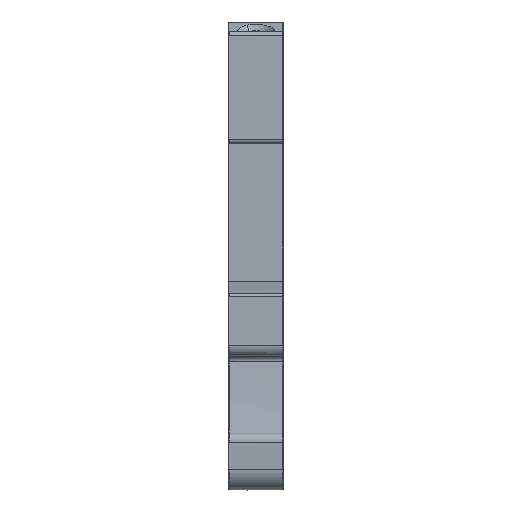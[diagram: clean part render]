
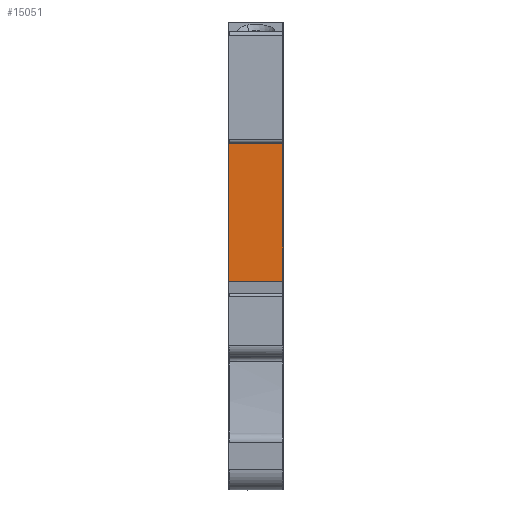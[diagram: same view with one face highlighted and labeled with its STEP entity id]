
A CAD part, front view. The second image highlights one B-rep face of the part: STEP entity #15051.
In plain terms, the highlighted planar face has unit normal (0, -1, 0).
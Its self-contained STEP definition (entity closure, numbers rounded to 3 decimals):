
#15031=AXIS2_PLACEMENT_3D('Plane Axis2P3D',#15028,#15029,#15030) ;
#11496=CARTESIAN_POINT('Vertex',(0.,12.766,19.45)) ;
#11499=CARTESIAN_POINT('Line Origine',(0.,12.766,25.875)) ;
#11503=CARTESIAN_POINT('Vertex',(0.,12.766,32.3)) ;
#15013=CARTESIAN_POINT('Vertex',(5.05,12.766,19.45)) ;
#15016=CARTESIAN_POINT('Line Origine',(2.525,12.766,19.45)) ;
#15028=CARTESIAN_POINT('Axis2P3D Location',(0.,12.766,32.3)) ;
#15033=CARTESIAN_POINT('Line Origine',(2.525,12.766,32.3)) ;
#15037=CARTESIAN_POINT('Vertex',(5.05,12.766,32.3)) ;
#15040=CARTESIAN_POINT('Line Origine',(5.05,12.766,25.875)) ;
#11500=DIRECTION('Vector Direction',(0.,0.,-1.)) ;
#15017=DIRECTION('Vector Direction',(-1.,0.,0.)) ;
#15029=DIRECTION('Axis2P3D Direction',(0.,-1.,0.)) ;
#15030=DIRECTION('Axis2P3D XDirection',(0.,0.,-1.)) ;
#15034=DIRECTION('Vector Direction',(1.,0.,0.)) ;
#15041=DIRECTION('Vector Direction',(0.,0.,1.)) ;
#11501=VECTOR('Line Direction',#11500,1.) ;
#15018=VECTOR('Line Direction',#15017,1.) ;
#15035=VECTOR('Line Direction',#15034,1.) ;
#15042=VECTOR('Line Direction',#15041,1.) ;
#15046=ORIENTED_EDGE('',*,*,#15039,.F.) ;
#15047=ORIENTED_EDGE('',*,*,#11505,.F.) ;
#15048=ORIENTED_EDGE('',*,*,#15020,.F.) ;
#15049=ORIENTED_EDGE('',*,*,#15044,.T.) ;
#15051=ADVANCED_FACE('KLTR',(#15050),#15032,.T.) ;
#11505=EDGE_CURVE('',#11497,#11504,#11502,.F.) ;
#15020=EDGE_CURVE('',#15014,#11497,#15019,.T.) ;
#15039=EDGE_CURVE('',#11504,#15038,#15036,.T.) ;
#15044=EDGE_CURVE('',#15014,#15038,#15043,.T.) ;
#15045=EDGE_LOOP('',(#15046,#15047,#15048,#15049)) ;
#15050=FACE_OUTER_BOUND('',#15045,.T.) ;
#11502=LINE('Line',#11499,#11501) ;
#15019=LINE('Line',#15016,#15018) ;
#15036=LINE('Line',#15033,#15035) ;
#15043=LINE('Line',#15040,#15042) ;
#15032=PLANE('',#15031) ;
#11497=VERTEX_POINT('',#11496) ;
#11504=VERTEX_POINT('',#11503) ;
#15014=VERTEX_POINT('',#15013) ;
#15038=VERTEX_POINT('',#15037) ;
